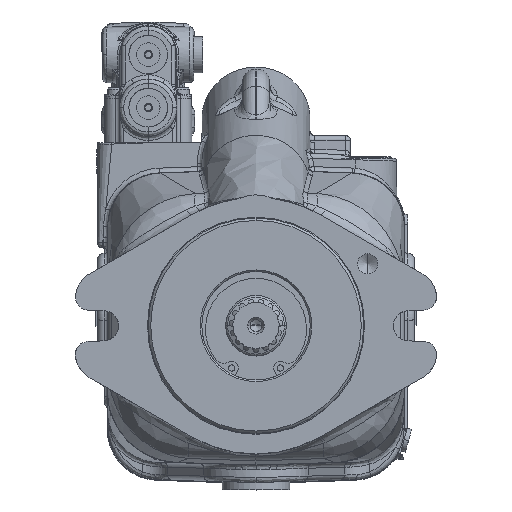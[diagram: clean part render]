
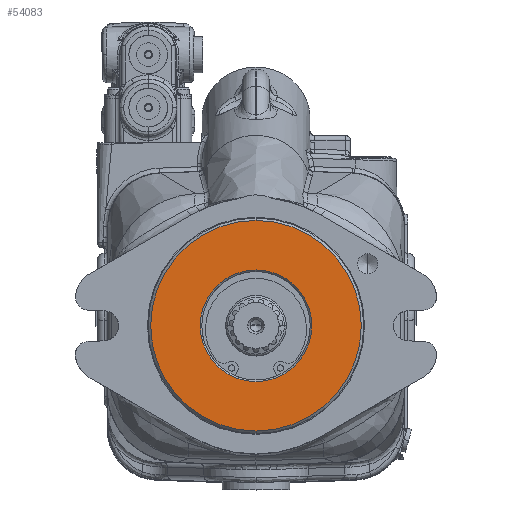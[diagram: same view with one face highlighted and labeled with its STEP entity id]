
A CAD part, top view. The second image highlights one B-rep face of the part: STEP entity #54083.
In plain terms, the highlighted planar face has unit normal (0, 0, 1).
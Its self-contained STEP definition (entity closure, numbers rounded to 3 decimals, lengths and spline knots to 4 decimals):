
#10239=CARTESIAN_POINT('',(0.,0.,0.37));
#10240=DIRECTION('',(0.,0.,1.));
#10241=DIRECTION('',(0.,1.,0.));
#10242=AXIS2_PLACEMENT_3D('',#10239,#10240,#10241);
#10244=CARTESIAN_POINT('',(0.,0.,0.37));
#10245=DIRECTION('',(0.,0.,-1.));
#10246=DIRECTION('',(0.,1.,0.));
#10247=AXIS2_PLACEMENT_3D('',#10244,#10245,#10246);
#10249=CARTESIAN_POINT('',(0.,0.,0.37));
#10250=DIRECTION('',(0.,0.,-1.));
#10251=DIRECTION('',(0.,1.,0.));
#10252=AXIS2_PLACEMENT_3D('',#10249,#10250,#10251);
#10254=CARTESIAN_POINT('',(0.,0.,0.37));
#10255=DIRECTION('',(0.,0.,-1.));
#10256=DIRECTION('',(0.,-1.,0.));
#10257=AXIS2_PLACEMENT_3D('',#10254,#10255,#10256);
#37611=CARTESIAN_POINT('',(0.,1.9545,0.37));
#37612=CARTESIAN_POINT('',(0.,-1.9545,0.37));
#37613=VERTEX_POINT('',#37611);
#37614=VERTEX_POINT('',#37612);
#37637=CARTESIAN_POINT('',(0.,1.036,0.37));
#37638=CARTESIAN_POINT('',(0.,-1.036,0.37));
#37639=VERTEX_POINT('',#37637);
#37640=VERTEX_POINT('',#37638);
#54068=CARTESIAN_POINT('',(0.,0.,0.37));
#54069=DIRECTION('',(0.,0.,-1.));
#54070=DIRECTION('',(0.,1.,0.));
#54071=AXIS2_PLACEMENT_3D('',#54068,#54069,#54070);
#54072=PLANE('',#54071);
#54073=ORIENTED_EDGE('',*,*,#54047,.F.);
#54074=ORIENTED_EDGE('',*,*,#54061,.T.);
#54075=EDGE_LOOP('',(#54073,#54074));
#54076=FACE_OUTER_BOUND('',#54075,.F.);
#54078=ORIENTED_EDGE('',*,*,#54077,.F.);
#54080=ORIENTED_EDGE('',*,*,#54079,.F.);
#54081=EDGE_LOOP('',(#54078,#54080));
#54082=FACE_BOUND('',#54081,.F.);
#10243=CIRCLE('',#10242,1.9545);
#10248=CIRCLE('',#10247,1.9545);
#10253=CIRCLE('',#10252,1.036);
#10258=CIRCLE('',#10257,1.036);
#54047=EDGE_CURVE('',#37613,#37614,#10243,.T.);
#54061=EDGE_CURVE('',#37613,#37614,#10248,.T.);
#54077=EDGE_CURVE('',#37639,#37640,#10253,.T.);
#54079=EDGE_CURVE('',#37640,#37639,#10258,.T.);
#54083=ADVANCED_FACE('',(#54076,#54082),#54072,.F.);
